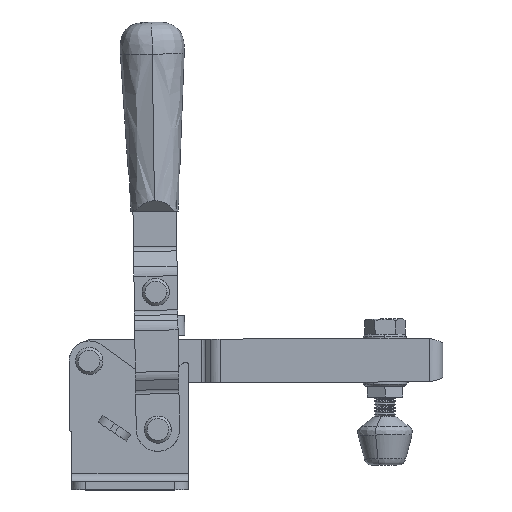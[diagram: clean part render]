
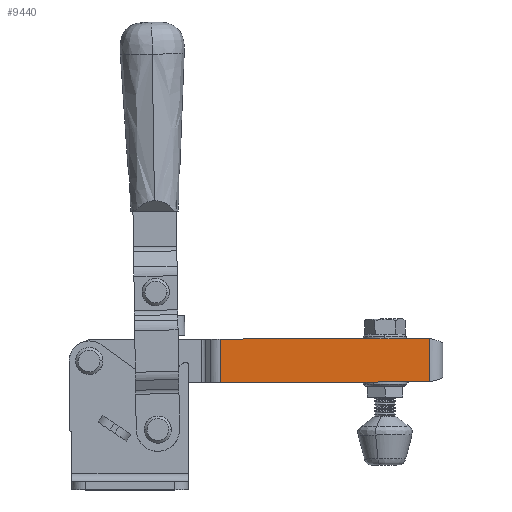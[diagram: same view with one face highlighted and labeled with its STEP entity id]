
A CAD part, top view. The second image highlights one B-rep face of the part: STEP entity #9440.
In plain terms, the highlighted free-form (B-spline) face has degree [1, 1] with [2, 2] control points.
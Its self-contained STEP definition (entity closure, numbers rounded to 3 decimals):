
#9013 = VERTEX_POINT('',#9014);
#9014 = CARTESIAN_POINT('',(138.201,43.399,
    115.101));
#9043 = EDGE_CURVE('',#9044,#9013,#9046,.T.);
#9044 = VERTEX_POINT('',#9045);
#9045 = CARTESIAN_POINT('',(205.676,43.551,
    115.101));
#9046 = B_SPLINE_CURVE_WITH_KNOTS('',1,(#9047,#9048),.UNSPECIFIED.,.F.,
  .F.,(2,2),(0.,77.172),.PIECEWISE_BEZIER_KNOTS.);
#9047 = CARTESIAN_POINT('',(205.676,43.551,
    115.101));
#9048 = CARTESIAN_POINT('',(138.201,43.399,
    115.101));
#9380 = VERTEX_POINT('',#9381);
#9381 = CARTESIAN_POINT('',(205.645,57.541,
    115.101));
#9424 = EDGE_CURVE('',#9380,#9425,#9427,.T.);
#9425 = VERTEX_POINT('',#9426);
#9426 = CARTESIAN_POINT('',(138.17,57.388,
    115.101));
#9427 = B_SPLINE_CURVE_WITH_KNOTS('',1,(#9428,#9429),.UNSPECIFIED.,.F.,
  .F.,(2,2),(0.,77.172),.PIECEWISE_BEZIER_KNOTS.);
#9428 = CARTESIAN_POINT('',(205.645,57.541,
    115.101));
#9429 = CARTESIAN_POINT('',(138.17,57.388,
    115.101));
#9440 = ADVANCED_FACE('',(#9441),#9455,.T.);
#9441 = FACE_BOUND('',#9442,.F.);
#9442 = EDGE_LOOP('',(#9443,#9444,#9449,#9450));
#9443 = ORIENTED_EDGE('',*,*,#9043,.T.);
#9444 = ORIENTED_EDGE('',*,*,#9445,.T.);
#9445 = EDGE_CURVE('',#9013,#9425,#9446,.T.);
#9446 = B_SPLINE_CURVE_WITH_KNOTS('',1,(#9447,#9448),.UNSPECIFIED.,.F.,
  .F.,(2,2),(0.,16.),.PIECEWISE_BEZIER_KNOTS.);
#9447 = CARTESIAN_POINT('',(138.201,43.399,
    115.101));
#9448 = CARTESIAN_POINT('',(138.17,57.388,
    115.101));
#9449 = ORIENTED_EDGE('',*,*,#9424,.F.);
#9450 = ORIENTED_EDGE('',*,*,#9451,.T.);
#9451 = EDGE_CURVE('',#9380,#9044,#9452,.T.);
#9452 = B_SPLINE_CURVE_WITH_KNOTS('',1,(#9453,#9454),.UNSPECIFIED.,.F.,
  .F.,(2,2),(0.,16.),.PIECEWISE_BEZIER_KNOTS.);
#9453 = CARTESIAN_POINT('',(205.645,57.541,
    115.101));
#9454 = CARTESIAN_POINT('',(205.676,43.551,
    115.101));
#9455 = B_SPLINE_SURFACE_WITH_KNOTS('',1,1,(
    (#9456,#9457)
    ,(#9458,#9459
    )),.UNSPECIFIED.,.F.,.F.,.F.,(2,2),(2,2),(-78.,-0.828),(0.,
    16.),.PIECEWISE_BEZIER_KNOTS.);
#9456 = CARTESIAN_POINT('',(205.645,57.541,
    115.101));
#9457 = CARTESIAN_POINT('',(205.676,43.551,
    115.101));
#9458 = CARTESIAN_POINT('',(138.17,57.388,
    115.101));
#9459 = CARTESIAN_POINT('',(138.201,43.399,
    115.101));
